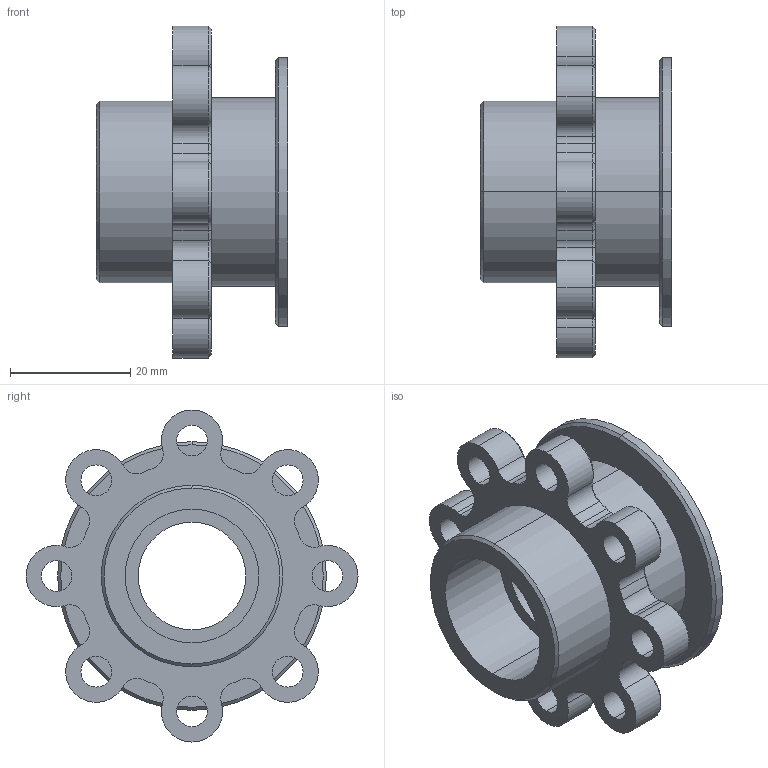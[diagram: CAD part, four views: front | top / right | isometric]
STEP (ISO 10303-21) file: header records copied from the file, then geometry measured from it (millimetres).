
FILE_DESCRIPTION (( 'STEP AP214' ), '1' );
FILE_NAME ('Steel_DiskPulley_Needle.STEP', '2025-04-06T17:51:45', ( '' ), ( '' ), 'SwSTEP 2.0', 'SolidWorks 2024', '' );
FILE_SCHEMA (( 'AUTOMOTIVE_DESIGN' ));
Length unit declared in the file: inch
Products named in the file (1): Steel_DiskPulley_Needle
Bounding box: 31.75 x 55.19 x 55.19 mm (x, y, z)
Volume: 19157.7 mm3; surface area: 11086.1 mm2
Topology: 1 solids, 1 shells, 125 faces, 307 edges, 189 vertices
Faces by surface type: cylinder 71, cone 47, plane 7
Entity records: 3797 total; most frequent: DIRECTION 748, CARTESIAN_POINT 622, ORIENTED_EDGE 614, AXIS2_PLACEMENT_3D 315, EDGE_CURVE 307, CIRCLE 189, VERTEX_POINT 189, EDGE_LOOP 148
